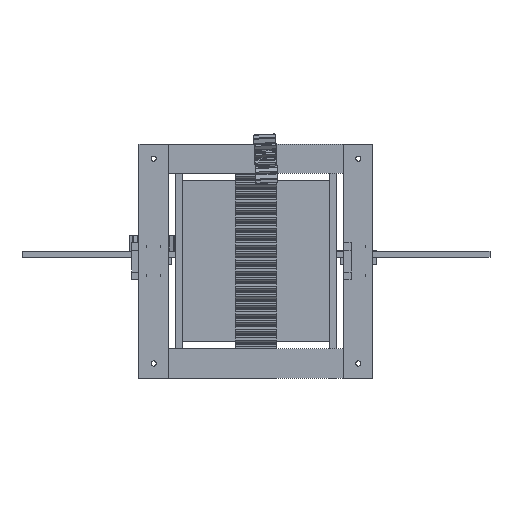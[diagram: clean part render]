
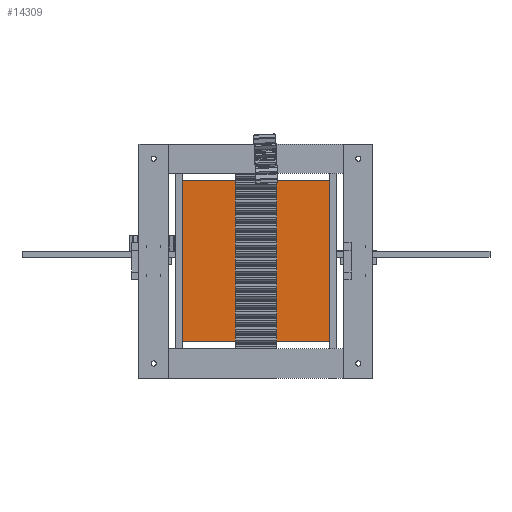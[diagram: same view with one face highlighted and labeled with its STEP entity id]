
A CAD part, front view. The second image highlights one B-rep face of the part: STEP entity #14309.
In plain terms, the highlighted planar face has unit normal (0, -1, 0).
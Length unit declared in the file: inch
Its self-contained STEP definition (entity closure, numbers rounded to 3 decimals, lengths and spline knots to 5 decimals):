
#1257=FACE_OUTER_BOUND('',#2066,.T.);
#2066=EDGE_LOOP('',(#9734,#9735,#9736,#9737));
#2859=LINE('',#20931,#4364);
#2860=LINE('',#20933,#4365);
#2861=LINE('',#20935,#4366);
#2862=LINE('',#20936,#4367);
#4364=VECTOR('',#16838,5.5);
#4365=VECTOR('',#16839,5.5);
#4366=VECTOR('',#16840,5.5);
#4367=VECTOR('',#16841,5.5);
#5879=VERTEX_POINT('',#20929);
#5880=VERTEX_POINT('',#20930);
#5881=VERTEX_POINT('',#20932);
#5882=VERTEX_POINT('',#20934);
#7391=EDGE_CURVE('',#5879,#5880,#2859,.T.);
#7392=EDGE_CURVE('',#5881,#5879,#2860,.T.);
#7393=EDGE_CURVE('',#5882,#5881,#2861,.T.);
#7394=EDGE_CURVE('',#5880,#5882,#2862,.T.);
#9734=ORIENTED_EDGE('',*,*,#7391,.F.);
#9735=ORIENTED_EDGE('',*,*,#7392,.F.);
#9736=ORIENTED_EDGE('',*,*,#7393,.F.);
#9737=ORIENTED_EDGE('',*,*,#7394,.F.);
#13853=PLANE('',#15309);
#14309=ADVANCED_FACE('',(#1257),#13853,.F.);
#15309=AXIS2_PLACEMENT_3D('',#20928,#16836,#16837);
#16836=DIRECTION('center_axis',(0.,1.,0.));
#16837=DIRECTION('ref_axis',(0.,0.,1.));
#16838=DIRECTION('',(0.,0.,1.));
#16839=DIRECTION('',(-1.,0.,0.));
#16840=DIRECTION('',(0.,0.,-1.));
#16841=DIRECTION('',(1.,0.,0.));
#20928=CARTESIAN_POINT('Origin',(0.,0.,0.));
#20929=CARTESIAN_POINT('',(-2.75,0.,-2.75));
#20930=CARTESIAN_POINT('',(-2.75,0.,2.75));
#20931=CARTESIAN_POINT('',(-2.75,0.,-2.75));
#20932=CARTESIAN_POINT('',(2.75,0.,-2.75));
#20933=CARTESIAN_POINT('',(2.75,0.,-2.75));
#20934=CARTESIAN_POINT('',(2.75,0.,2.75));
#20935=CARTESIAN_POINT('',(2.75,0.,2.75));
#20936=CARTESIAN_POINT('',(-2.75,0.,2.75));
